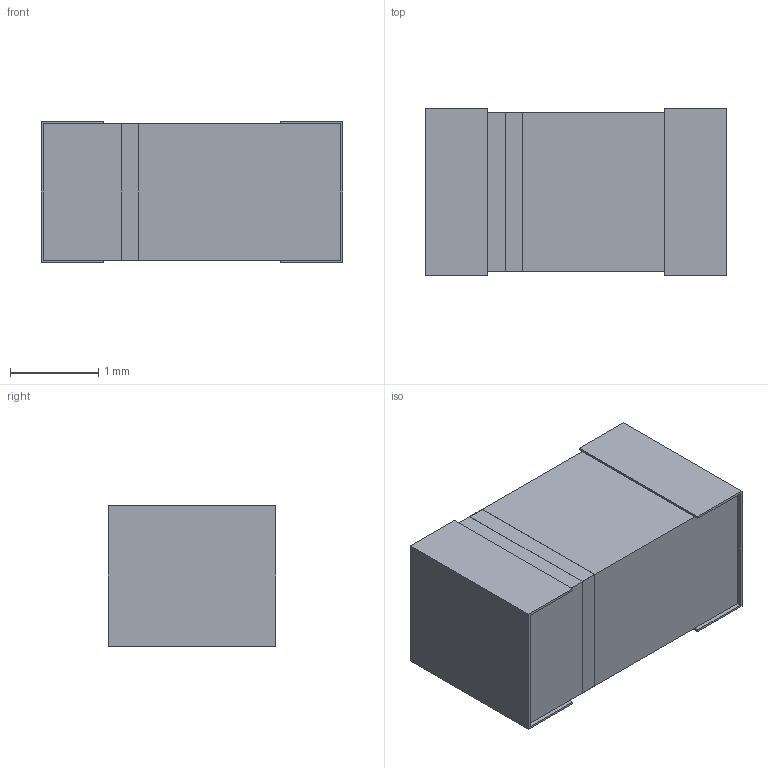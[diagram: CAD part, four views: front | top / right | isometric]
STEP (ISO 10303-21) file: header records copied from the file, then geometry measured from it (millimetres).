
FILE_DESCRIPTION(('FreeCAD Model'),'2;1');
FILE_NAME('0ZCJ.step','2019-02-23T19:00:48',('kicad StepUp'),('ksu MCAD'), 'Open CASCADE STEP processor 7.2','FreeCAD','Unknown');
FILE_SCHEMA(('AUTOMOTIVE_DESIGN { 1 0 10303 214 1 1 1 1 }'));
Length unit declared in the file: millimetre
Products named in the file (1): 0ZCJ
Bounding box: 3.43 x 1.9 x 1.6 mm (x, y, z)
Surface area: 54.1 mm2 (no closed solid volume)
Topology: 0 solids, 38 shells, 38 faces, 352 edges, 880 vertices
Faces by surface type: plane 38
Entity records: 3835 total; most frequent: CARTESIAN_POINT 1271, DIRECTION 430, LINE 352, VECTOR 352, GEOMETRIC_CURVE_SET 177, ORIENTED_EDGE 176, EDGE_CURVE 176, VERTEX_POINT 176
